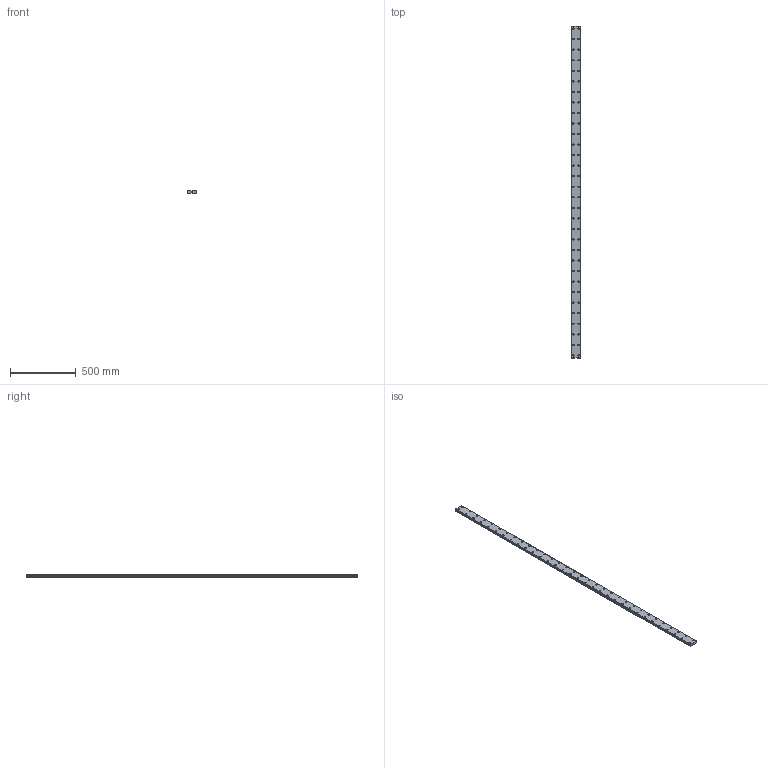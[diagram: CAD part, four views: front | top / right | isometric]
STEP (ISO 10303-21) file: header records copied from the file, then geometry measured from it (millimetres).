
FILE_DESCRIPTION(('STEP AP214'),'1');
FILE_NAME('cctmp_58F633DC-94B9-4B90-AC59-AF036653AB22_2021_03_08_09_59_03_0343..stp','2021-03-08T08:59:03',('HIWIN GmbH'),('CADClick - www.CADClick.com'),'Spatial InterOp 3D',' ','unknown authorization');
FILE_SCHEMA(('AUTOMOTIVE_DESIGN'));
Length unit declared in the file: millimetre
Products named in the file (1): WER35R2520H_FILE
Bounding box: 69 x 2520 x 19 mm (x, y, z)
Volume: 3039843.4 mm3; surface area: 492038.1 mm2
Topology: 1 solids, 1 shells, 679 faces, 1443 edges, 962 vertices
Faces by surface type: cylinder 402, plane 277
Entity records: 24117 total; most frequent: DIRECTION 3607, CARTESIAN_POINT 3085, ORIENTED_EDGE 2886, AXIS2_PLACEMENT_3D 1484, EDGE_CURVE 1443, VERTEX_POINT 962, EDGE_LOOP 875, CIRCLE 804
